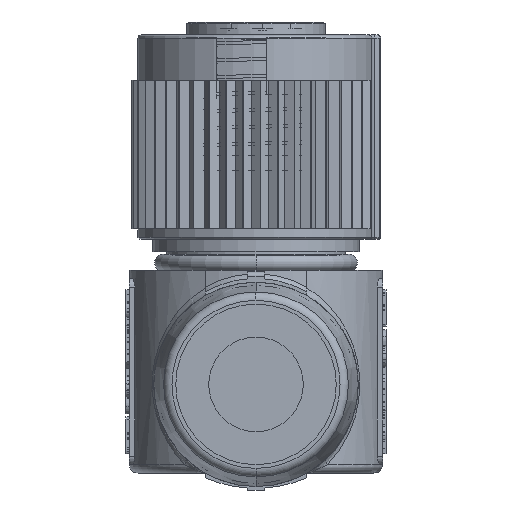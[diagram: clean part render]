
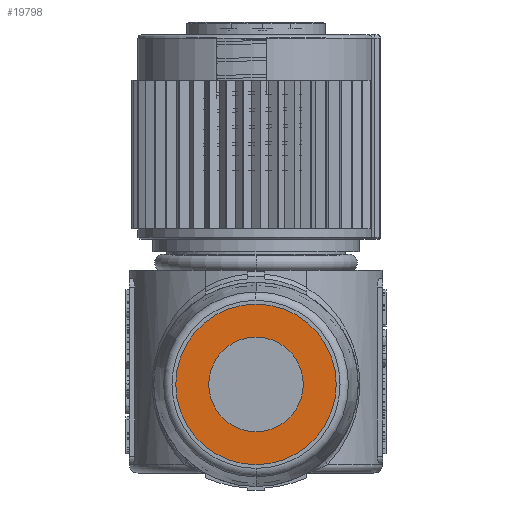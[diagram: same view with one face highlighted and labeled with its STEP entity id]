
A CAD part, front view. The second image highlights one B-rep face of the part: STEP entity #19798.
In plain terms, the highlighted planar face has unit normal (0, -1, 0).
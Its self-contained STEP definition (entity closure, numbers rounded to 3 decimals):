
#5281=CARTESIAN_POINT('',(0.,-188.7,-12.25));
#5282=DIRECTION('',(0.,-1.,0.));
#5283=DIRECTION('',(0.,0.,-1.));
#5284=AXIS2_PLACEMENT_3D('',#5281,#5282,#5283);
#5286=CARTESIAN_POINT('',(0.,-188.7,-12.25));
#5287=DIRECTION('',(0.,-1.,0.));
#5288=DIRECTION('',(0.,0.,1.));
#5289=AXIS2_PLACEMENT_3D('',#5286,#5287,#5288);
#5295=CARTESIAN_POINT('',(0.,-188.7,-12.25));
#5296=DIRECTION('',(0.,-1.,0.));
#5297=DIRECTION('',(0.,0.,1.));
#5298=AXIS2_PLACEMENT_3D('',#5295,#5296,#5297);
#5309=CARTESIAN_POINT('',(0.,-188.7,-12.25));
#5310=DIRECTION('',(0.,1.,0.));
#5311=DIRECTION('',(0.,0.,1.));
#5312=AXIS2_PLACEMENT_3D('',#5309,#5310,#5311);
#13046=CARTESIAN_POINT('',(0.,-188.7,-17.));
#13047=CARTESIAN_POINT('',(0.,-188.7,-7.5));
#13048=VERTEX_POINT('',#13046);
#13049=VERTEX_POINT('',#13047);
#13054=CARTESIAN_POINT('',(0.,-188.7,-9.45));
#13055=CARTESIAN_POINT('',(0.,-188.7,-15.05));
#13056=VERTEX_POINT('',#13054);
#13057=VERTEX_POINT('',#13055);
#19782=CARTESIAN_POINT('',(0.,-188.7,-12.25));
#19783=DIRECTION('',(0.,-1.,0.));
#19784=DIRECTION('',(0.,0.,-1.));
#19785=AXIS2_PLACEMENT_3D('',#19782,#19783,#19784);
#19786=PLANE('',#19785);
#19787=ORIENTED_EDGE('',*,*,#19772,.F.);
#19789=ORIENTED_EDGE('',*,*,#19788,.F.);
#19790=EDGE_LOOP('',(#19787,#19789));
#19791=FACE_OUTER_BOUND('',#19790,.F.);
#19793=ORIENTED_EDGE('',*,*,#19792,.T.);
#19795=ORIENTED_EDGE('',*,*,#19794,.F.);
#19796=EDGE_LOOP('',(#19793,#19795));
#19797=FACE_BOUND('',#19796,.F.);
#19798=ADVANCED_FACE('',(#19791,#19797),#19786,.T.);
#5285=CIRCLE('',#5284,4.75);
#5290=CIRCLE('',#5289,4.75);
#5299=CIRCLE('',#5298,2.8);
#5313=CIRCLE('',#5312,2.8);
#19772=EDGE_CURVE('',#13048,#13049,#5285,.T.);
#19788=EDGE_CURVE('',#13049,#13048,#5290,.T.);
#19792=EDGE_CURVE('',#13056,#13057,#5299,.T.);
#19794=EDGE_CURVE('',#13056,#13057,#5313,.T.);
